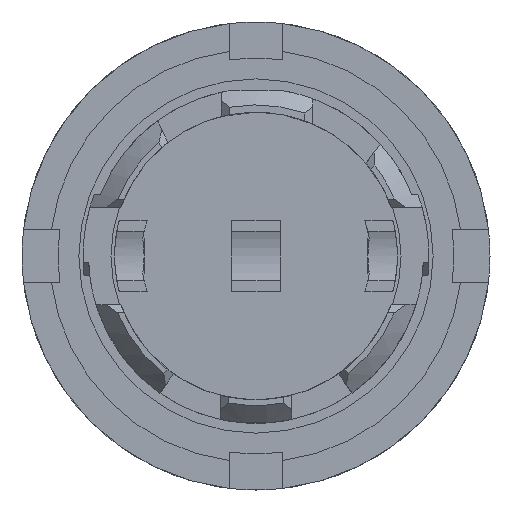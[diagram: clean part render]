
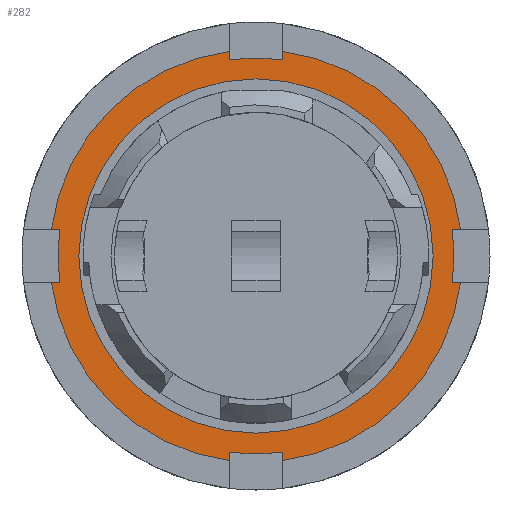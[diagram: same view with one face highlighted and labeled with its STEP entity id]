
A CAD part, front view. The second image highlights one B-rep face of the part: STEP entity #282.
In plain terms, the highlighted planar face has unit normal (0, -1, 0).
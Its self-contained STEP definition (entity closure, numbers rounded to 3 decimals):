
#282 = ADVANCED_FACE( '', ( #667, #668 ), #669, .T. );
#667 = FACE_BOUND( '', #1166, .T. );
#668 = FACE_OUTER_BOUND( '', #1167, .T. );
#669 = PLANE( '', #1168 );
#1166 = EDGE_LOOP( '', ( #1979 ) );
#1167 = EDGE_LOOP( '', ( #1980, #1981, #1982, #1983, #1984, #1985, #1986, #1987, #1988, #1989, #1990, #1991, #1992, #1993, #1994, #1995 ) );
#1168 = AXIS2_PLACEMENT_3D( '', #1996, #1997, #1998 );
#1979 = ORIENTED_EDGE( '', *, *, #3204, .F. );
#1980 = ORIENTED_EDGE( '', *, *, #3205, .T. );
#1981 = ORIENTED_EDGE( '', *, *, #3206, .T. );
#1982 = ORIENTED_EDGE( '', *, *, #3042, .T. );
#1983 = ORIENTED_EDGE( '', *, *, #3207, .T. );
#1984 = ORIENTED_EDGE( '', *, *, #3208, .T. );
#1985 = ORIENTED_EDGE( '', *, *, #3209, .T. );
#1986 = ORIENTED_EDGE( '', *, *, #3062, .T. );
#1987 = ORIENTED_EDGE( '', *, *, #2932, .T. );
#1988 = ORIENTED_EDGE( '', *, *, #3210, .T. );
#1989 = ORIENTED_EDGE( '', *, *, #3211, .T. );
#1990 = ORIENTED_EDGE( '', *, *, #3212, .T. );
#1991 = ORIENTED_EDGE( '', *, *, #3213, .T. );
#1992 = ORIENTED_EDGE( '', *, *, #3214, .T. );
#1993 = ORIENTED_EDGE( '', *, *, #2965, .T. );
#1994 = ORIENTED_EDGE( '', *, *, #3215, .T. );
#1995 = ORIENTED_EDGE( '', *, *, #3216, .T. );
#1996 = CARTESIAN_POINT( '', ( 10.5, -7.5, 0. ) );
#1997 = DIRECTION( '', ( 0., -1., 0. ) );
#1998 = DIRECTION( '', ( 1., 0., 0. ) );
#2932 = EDGE_CURVE( '', #3496, #3494, #3497, .T. );
#2965 = EDGE_CURVE( '', #3554, #3555, #3556, .T. );
#3042 = EDGE_CURVE( '', #3688, #3689, #3690, .T. );
#3062 = EDGE_CURVE( '', #3722, #3496, #3723, .T. );
#3204 = EDGE_CURVE( '', #3955, #3955, #3956, .T. );
#3205 = EDGE_CURVE( '', #3957, #3958, #3959, .T. );
#3206 = EDGE_CURVE( '', #3958, #3688, #3960, .T. );
#3207 = EDGE_CURVE( '', #3689, #3961, #3962, .T. );
#3208 = EDGE_CURVE( '', #3961, #3963, #3964, .T. );
#3209 = EDGE_CURVE( '', #3963, #3722, #3965, .T. );
#3210 = EDGE_CURVE( '', #3494, #3966, #3967, .T. );
#3211 = EDGE_CURVE( '', #3966, #3968, #3969, .T. );
#3212 = EDGE_CURVE( '', #3968, #3970, #3971, .T. );
#3213 = EDGE_CURVE( '', #3970, #3972, #3973, .T. );
#3214 = EDGE_CURVE( '', #3972, #3554, #3974, .T. );
#3215 = EDGE_CURVE( '', #3555, #3975, #3976, .T. );
#3216 = EDGE_CURVE( '', #3975, #3957, #3977, .T. );
#3494 = VERTEX_POINT( '', #4323 );
#3496 = VERTEX_POINT( '', #4326 );
#3497 = LINE( '', #4327, #4328 );
#3554 = VERTEX_POINT( '', #4412 );
#3555 = VERTEX_POINT( '', #4413 );
#3556 = LINE( '', #4414, #4415 );
#3688 = VERTEX_POINT( '', #4604 );
#3689 = VERTEX_POINT( '', #4605 );
#3690 = CIRCLE( '', #4606, 12.7 );
#3722 = VERTEX_POINT( '', #4650 );
#3723 = CIRCLE( '', #4651, 12.7 );
#3955 = VERTEX_POINT( '', #4970 );
#3956 = CIRCLE( '', #4971, 10.901 );
#3957 = VERTEX_POINT( '', #4972 );
#3958 = VERTEX_POINT( '', #4973 );
#3959 = CIRCLE( '', #4974, 12.175 );
#3960 = LINE( '', #4975, #4976 );
#3961 = VERTEX_POINT( '', #4977 );
#3962 = LINE( '', #4978, #4979 );
#3963 = VERTEX_POINT( '', #4980 );
#3964 = CIRCLE( '', #4981, 12.175 );
#3965 = LINE( '', #4982, #4983 );
#3966 = VERTEX_POINT( '', #4984 );
#3967 = CIRCLE( '', #4985, 12.175 );
#3968 = VERTEX_POINT( '', #4986 );
#3969 = LINE( '', #4987, #4988 );
#3970 = VERTEX_POINT( '', #4989 );
#3971 = CIRCLE( '', #4990, 12.7 );
#3972 = VERTEX_POINT( '', #4991 );
#3973 = LINE( '', #4992, #4993 );
#3974 = CIRCLE( '', #4994, 12.175 );
#3975 = VERTEX_POINT( '', #4995 );
#3976 = CIRCLE( '', #4996, 12.7 );
#3977 = LINE( '', #4997, #4998 );
#4323 = CARTESIAN_POINT( '', ( 1.65, -7.5, 12.063 ) );
#4326 = CARTESIAN_POINT( '', ( 1.65, -7.5, 12.592 ) );
#4327 = CARTESIAN_POINT( '', ( 1.65, -7.5, 14.305 ) );
#4328 = VECTOR( '', #5489, 1000. );
#4412 = CARTESIAN_POINT( '', ( -12.063, -7.5, -1.65 ) );
#4413 = CARTESIAN_POINT( '', ( -12.592, -7.5, -1.65 ) );
#4414 = CARTESIAN_POINT( '', ( -12.063, -7.5, -1.65 ) );
#4415 = VECTOR( '', #5530, 1000. );
#4604 = CARTESIAN_POINT( '', ( 1.65, -7.5, -12.592 ) );
#4605 = CARTESIAN_POINT( '', ( 12.592, -7.5, -1.65 ) );
#4606 = AXIS2_PLACEMENT_3D( '', #5631, #5632, #5633 );
#4650 = CARTESIAN_POINT( '', ( 12.592, -7.5, 1.65 ) );
#4651 = AXIS2_PLACEMENT_3D( '', #5662, #5663, #5664 );
#4970 = CARTESIAN_POINT( '', ( 10.901, -7.5, 0. ) );
#4971 = AXIS2_PLACEMENT_3D( '', #5864, #5865, #5866 );
#4972 = CARTESIAN_POINT( '', ( -1.65, -7.5, -12.063 ) );
#4973 = CARTESIAN_POINT( '', ( 1.65, -7.5, -12.063 ) );
#4974 = AXIS2_PLACEMENT_3D( '', #5867, #5868, #5869 );
#4975 = CARTESIAN_POINT( '', ( 1.65, -7.5, -12.063 ) );
#4976 = VECTOR( '', #5870, 1000. );
#4977 = CARTESIAN_POINT( '', ( 12.063, -7.5, -1.65 ) );
#4978 = CARTESIAN_POINT( '', ( 14.305, -7.5, -1.65 ) );
#4979 = VECTOR( '', #5871, 1000. );
#4980 = CARTESIAN_POINT( '', ( 12.063, -7.5, 1.65 ) );
#4981 = AXIS2_PLACEMENT_3D( '', #5872, #5873, #5874 );
#4982 = CARTESIAN_POINT( '', ( 14.305, -7.5, 1.65 ) );
#4983 = VECTOR( '', #5875, 1000. );
#4984 = CARTESIAN_POINT( '', ( -1.65, -7.5, 12.063 ) );
#4985 = AXIS2_PLACEMENT_3D( '', #5876, #5877, #5878 );
#4986 = CARTESIAN_POINT( '', ( -1.65, -7.5, 12.592 ) );
#4987 = CARTESIAN_POINT( '', ( -1.65, -7.5, 14.305 ) );
#4988 = VECTOR( '', #5879, 1000. );
#4989 = CARTESIAN_POINT( '', ( -12.592, -7.5, 1.65 ) );
#4990 = AXIS2_PLACEMENT_3D( '', #5880, #5881, #5882 );
#4991 = CARTESIAN_POINT( '', ( -12.063, -7.5, 1.65 ) );
#4992 = CARTESIAN_POINT( '', ( -12.063, -7.5, 1.65 ) );
#4993 = VECTOR( '', #5883, 1000. );
#4994 = AXIS2_PLACEMENT_3D( '', #5884, #5885, #5886 );
#4995 = CARTESIAN_POINT( '', ( -1.65, -7.5, -12.592 ) );
#4996 = AXIS2_PLACEMENT_3D( '', #5887, #5888, #5889 );
#4997 = CARTESIAN_POINT( '', ( -1.65, -7.5, -12.063 ) );
#4998 = VECTOR( '', #5890, 1000. );
#5489 = DIRECTION( '', ( 0., 0., -1. ) );
#5530 = DIRECTION( '', ( -1., 0., 0. ) );
#5631 = CARTESIAN_POINT( '', ( 0., -7.5, 0. ) );
#5632 = DIRECTION( '', ( 0., -1., 0. ) );
#5633 = DIRECTION( '', ( 1., 0., 0. ) );
#5662 = CARTESIAN_POINT( '', ( 0., -7.5, 0. ) );
#5663 = DIRECTION( '', ( 0., -1., 0. ) );
#5664 = DIRECTION( '', ( 1., 0., 0. ) );
#5864 = CARTESIAN_POINT( '', ( 0., -7.5, 0. ) );
#5865 = DIRECTION( '', ( 0., -1., 0. ) );
#5866 = DIRECTION( '', ( 1., 0., 0. ) );
#5867 = CARTESIAN_POINT( '', ( 0., -7.5, 0. ) );
#5868 = DIRECTION( '', ( 0., -1., 0. ) );
#5869 = DIRECTION( '', ( 1., 0., 0. ) );
#5870 = DIRECTION( '', ( 0., 0., -1. ) );
#5871 = DIRECTION( '', ( -1., 0., 0. ) );
#5872 = CARTESIAN_POINT( '', ( 0., -7.5, 0. ) );
#5873 = DIRECTION( '', ( 0., -1., 0. ) );
#5874 = DIRECTION( '', ( -1., 0., 0. ) );
#5875 = DIRECTION( '', ( 1., 0., 0. ) );
#5876 = CARTESIAN_POINT( '', ( 0., -7.5, 0. ) );
#5877 = DIRECTION( '', ( 0., -1., 0. ) );
#5878 = DIRECTION( '', ( 1., 0., 0. ) );
#5879 = DIRECTION( '', ( 0., 0., 1. ) );
#5880 = CARTESIAN_POINT( '', ( 0., -7.5, 0. ) );
#5881 = DIRECTION( '', ( 0., -1., 0. ) );
#5882 = DIRECTION( '', ( 1., 0., 0. ) );
#5883 = DIRECTION( '', ( 1., 0., 0. ) );
#5884 = CARTESIAN_POINT( '', ( 0., -7.5, 0. ) );
#5885 = DIRECTION( '', ( 0., -1., 0. ) );
#5886 = DIRECTION( '', ( 1., 0., 0. ) );
#5887 = CARTESIAN_POINT( '', ( 0., -7.5, 0. ) );
#5888 = DIRECTION( '', ( 0., -1., 0. ) );
#5889 = DIRECTION( '', ( 1., 0., 0. ) );
#5890 = DIRECTION( '', ( 0., 0., 1. ) );
